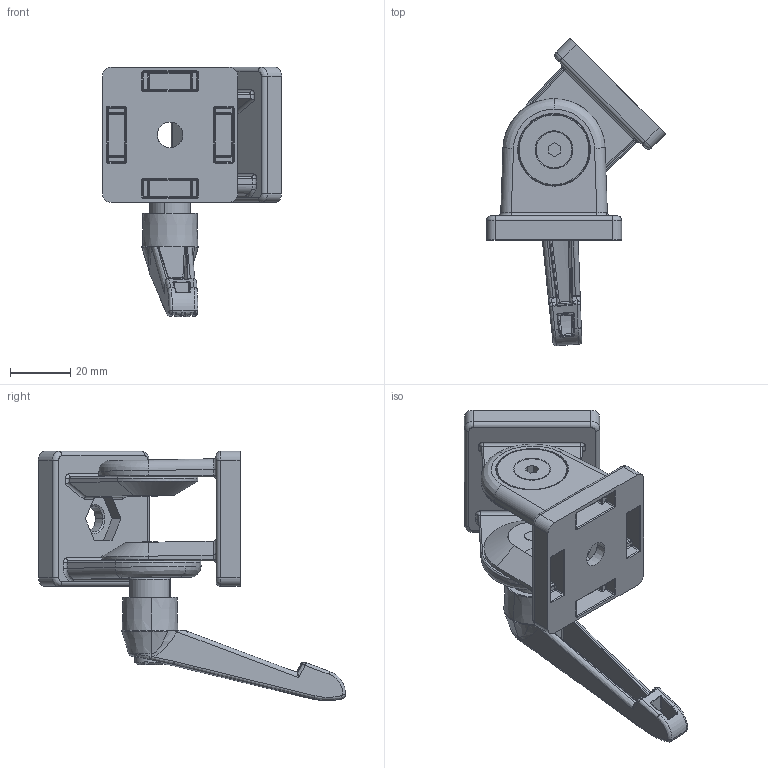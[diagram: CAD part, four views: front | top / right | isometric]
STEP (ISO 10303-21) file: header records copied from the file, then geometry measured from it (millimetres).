
FILE_DESCRIPTION(/* description */ ('KriTec Gelenk 10 45x45 mit Klemmhebel'),/* implementation_level */ '2;1');
FILE_NAME(/* name */ '81402_KriTec_Gelenk_10_45x45_mit_Klemmhebel.stp',/* time_stamp */ '2020-02-12T12:10:09+01:00',/* author */ ('Nell'),/* organization */ (''),/* preprocessor_version */ 'ST-DEVELOPER v17',/* originating_system */ 'Autodesk Inventor 2018',/* authorisation */ '');
FILE_SCHEMA (('AUTOMOTIVE_DESIGN { 1 0 10303 214 3 1 1 }'));
Length unit declared in the file: millimetre
Products named in the file (9): 81402; Hebel; Bolzen; Einsatz_2; Gelenkunterteil; Einsatz_1; Distanzscheibe_2; Schraube; Gelenkoberteil
Assembly tree (9 placements, depth 2):
  81402
    Hebel
    Bolzen
    Distanzscheibe_2  x2
    Einsatz_2
    Gelenkunterteil
    Einsatz_1
    Schraube
    Gelenkoberteil
Bounding box: 59.62 x 102.23 x 83.03 mm (x, y, z)
Volume: 57998 mm3; surface area: 34887.4 mm2
Topology: 9 solids, 10 shells, 1250 faces, 2885 edges, 1578 vertices
Faces by surface type: cylinder 423, plane 253, bspline 244, torus 138, sphere 102, cone 90
Entity records: 40281 total; most frequent: CARTESIAN_POINT 14159, ORIENTED_EDGE 5406, DIRECTION 5179, EDGE_CURVE 2703, AXIS2_PLACEMENT_3D 2140, VERTEX_POINT 1534, EDGE_LOOP 1269, FACE_OUTER_BOUND 1218
